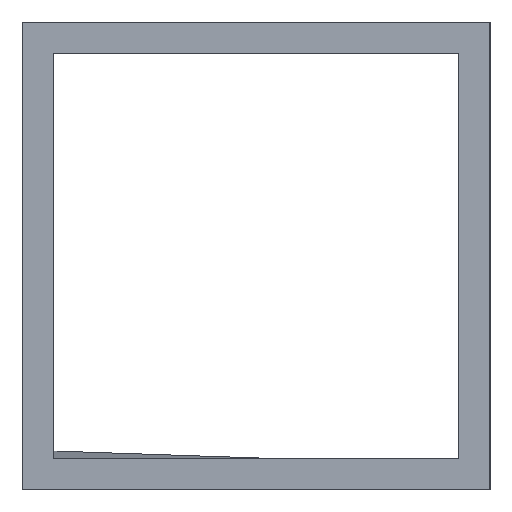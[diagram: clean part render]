
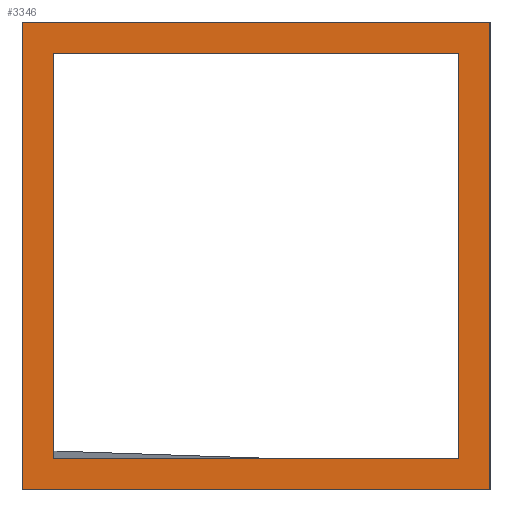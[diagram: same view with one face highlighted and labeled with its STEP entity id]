
A CAD part, left-side view. The second image highlights one B-rep face of the part: STEP entity #3346.
In plain terms, the highlighted planar face has unit normal (-1, 0, 0).
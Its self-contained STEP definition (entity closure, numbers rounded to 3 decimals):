
#84=FACE_BOUND('',#575,.T.);
#189=PLANE('',#3687);
#347=FACE_OUTER_BOUND('',#574,.T.);
#574=EDGE_LOOP('',(#2999,#3000,#3001,#3002));
#575=EDGE_LOOP('',(#3003,#3004,#3005,#3006));
#891=LINE('',#5543,#1192);
#898=LINE('',#5555,#1199);
#901=LINE('',#5561,#1202);
#903=LINE('',#5564,#1204);
#905=LINE('',#5570,#1206);
#908=LINE('',#5576,#1209);
#909=LINE('',#5578,#1210);
#910=LINE('',#5579,#1211);
#1192=VECTOR('',#4606,10.);
#1199=VECTOR('',#4615,10.);
#1202=VECTOR('',#4620,10.);
#1204=VECTOR('',#4624,10.);
#1206=VECTOR('',#4628,10.);
#1209=VECTOR('',#4633,10.);
#1210=VECTOR('',#4634,10.);
#1211=VECTOR('',#4635,10.);
#1683=VERTEX_POINT('',#5541);
#1684=VERTEX_POINT('',#5542);
#1688=VERTEX_POINT('',#5553);
#1690=VERTEX_POINT('',#5559);
#1691=VERTEX_POINT('',#5566);
#1693=VERTEX_POINT('',#5569);
#1695=VERTEX_POINT('',#5575);
#1696=VERTEX_POINT('',#5577);
#2144=EDGE_CURVE('',#1683,#1684,#891,.T.);
#2151=EDGE_CURVE('',#1684,#1688,#898,.T.);
#2154=EDGE_CURVE('',#1688,#1690,#901,.T.);
#2156=EDGE_CURVE('',#1690,#1683,#903,.T.);
#2158=EDGE_CURVE('',#1693,#1691,#905,.T.);
#2161=EDGE_CURVE('',#1693,#1695,#908,.T.);
#2162=EDGE_CURVE('',#1696,#1691,#909,.T.);
#2163=EDGE_CURVE('',#1695,#1696,#910,.T.);
#2999=ORIENTED_EDGE('',*,*,#2161,.F.);
#3000=ORIENTED_EDGE('',*,*,#2158,.T.);
#3001=ORIENTED_EDGE('',*,*,#2162,.F.);
#3002=ORIENTED_EDGE('',*,*,#2163,.F.);
#3003=ORIENTED_EDGE('',*,*,#2156,.T.);
#3004=ORIENTED_EDGE('',*,*,#2144,.T.);
#3005=ORIENTED_EDGE('',*,*,#2151,.T.);
#3006=ORIENTED_EDGE('',*,*,#2154,.T.);
#3346=ADVANCED_FACE('',(#347,#84),#189,.T.);
#3687=AXIS2_PLACEMENT_3D('',#5574,#4631,#4632);
#4606=DIRECTION('',(0.,1.,0.));
#4615=DIRECTION('',(0.,0.,1.));
#4620=DIRECTION('',(0.,-1.,0.));
#4624=DIRECTION('',(0.,0.,-1.));
#4628=DIRECTION('',(0.,0.,1.));
#4631=DIRECTION('center_axis',(-1.,0.,0.));
#4632=DIRECTION('ref_axis',(0.,-1.,0.));
#4633=DIRECTION('',(0.,1.,0.));
#4634=DIRECTION('',(0.,-1.,0.));
#4635=DIRECTION('',(0.,0.,1.));
#5541=CARTESIAN_POINT('',(0.,1.,1.));
#5542=CARTESIAN_POINT('',(0.,14.,1.));
#5543=CARTESIAN_POINT('',(0.,8.25,1.));
#5553=CARTESIAN_POINT('',(0.,14.,14.));
#5555=CARTESIAN_POINT('',(0.,14.,0.75));
#5559=CARTESIAN_POINT('',(0.,1.,14.));
#5561=CARTESIAN_POINT('',(0.,14.25,14.));
#5564=CARTESIAN_POINT('',(0.,1.,6.75));
#5566=CARTESIAN_POINT('',(0.,0.,15.));
#5569=CARTESIAN_POINT('',(0.,0.,0.));
#5570=CARTESIAN_POINT('',(0.,0.,0.));
#5574=CARTESIAN_POINT('Origin',(0.,15.,0.));
#5575=CARTESIAN_POINT('',(0.,15.,0.));
#5576=CARTESIAN_POINT('',(0.,0.,0.));
#5577=CARTESIAN_POINT('',(0.,15.,15.));
#5578=CARTESIAN_POINT('',(0.,0.,15.));
#5579=CARTESIAN_POINT('',(0.,15.,0.));
